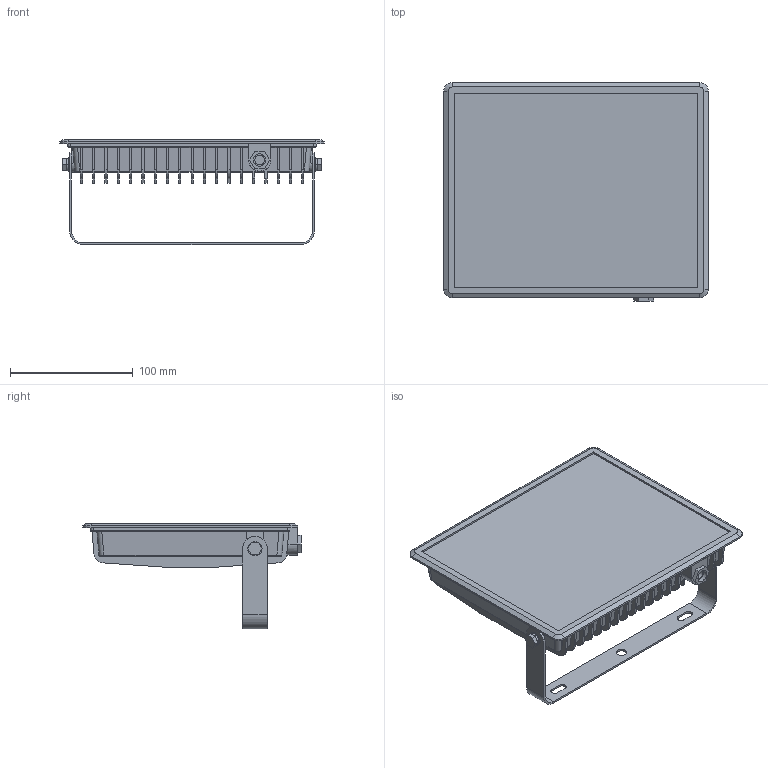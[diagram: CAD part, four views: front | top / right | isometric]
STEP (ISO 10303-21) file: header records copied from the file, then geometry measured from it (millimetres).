
FILE_DESCRIPTION (( 'STEP AP203' ), '1' );
FILE_NAME ('Ïðîæåêòîð ñâåòîäèîäíûé ÑÄÎ-3006 100Âò 6500Ê IP65 EKF Basic (FLL-3006-100-6500).STEP', '2022-04-25T08:39:46', ( '' ), ( '' ), 'SwSTEP 2.0', 'SolidWorks 2021', '' );
FILE_SCHEMA (( 'CONFIG_CONTROL_DESIGN' ));
Length unit declared in the file: millimetre
Products named in the file (1): Ïðîæåêòîð ñâåòîäèîäíûé ÑÄÎ-3006 100Âò 6500Ê IP65 EKF Basic (FLL-3006-100-6500)
Bounding box: 215 x 177.7 x 85.8 mm (x, y, z)
Volume: 821838.8 mm3; surface area: 156825.2 mm2
Topology: 1 solids, 1 shells, 525 faces, 1416 edges, 900 vertices
Faces by surface type: plane 333, cylinder 176, bspline 8, cone 4, torus 4
Entity records: 16527 total; most frequent: CARTESIAN_POINT 3096, ORIENTED_EDGE 2832, DIRECTION 2786, EDGE_CURVE 1416, LINE 1022, VECTOR 1022, VERTEX_POINT 900, AXIS2_PLACEMENT_3D 882
